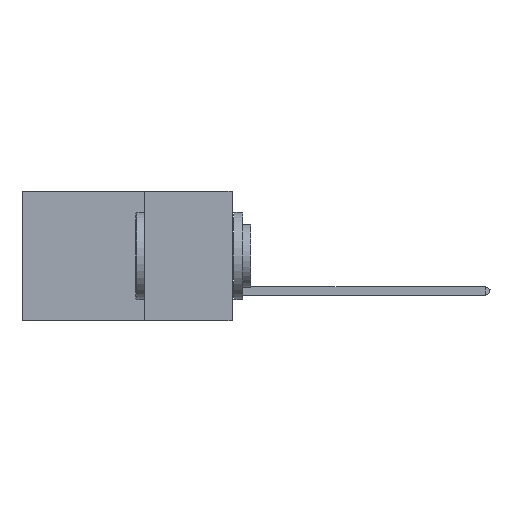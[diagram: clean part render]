
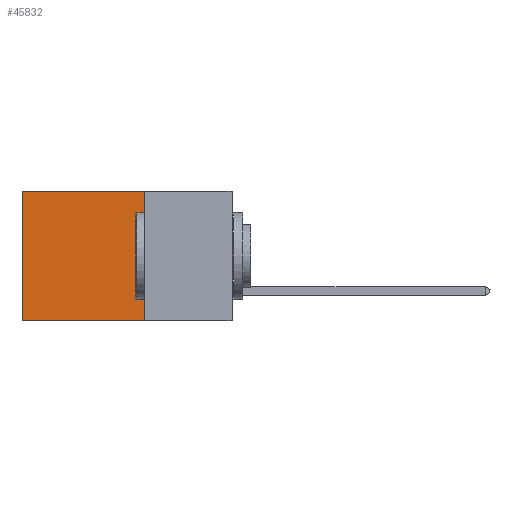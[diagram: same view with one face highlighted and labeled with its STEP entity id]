
A CAD part, left-side view. The second image highlights one B-rep face of the part: STEP entity #45832.
In plain terms, the highlighted planar face has unit normal (-1, 0, 0).
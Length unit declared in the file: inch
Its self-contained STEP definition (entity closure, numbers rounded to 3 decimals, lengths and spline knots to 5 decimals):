
#234 = CARTESIAN_POINT ( 'NONE',  ( 0.2875, 0.25, 0. ) ) ;
#2149 = VERTEX_POINT ( 'NONE', #234 ) ;
#5769 = CARTESIAN_POINT ( 'NONE',  ( 0.2875, 0.6, 0. ) ) ;
#8138 = DIRECTION ( 'NONE',  ( 0., 1., 0. ) ) ;
#8658 = CARTESIAN_POINT ( 'NONE',  ( 0.2875, 0.6, 0. ) ) ;
#10193 = AXIS2_PLACEMENT_3D ( 'NONE', #32284, #23520, #15083 ) ;
#12102 = LINE ( 'NONE', #32654, #38102 ) ;
#12991 = ORIENTED_EDGE ( 'NONE', *, *, #15877, .T. ) ;
#14752 = VERTEX_POINT ( 'NONE', #5769 ) ;
#14892 = FACE_OUTER_BOUND ( 'NONE', #45103, .T. ) ;
#15083 = DIRECTION ( 'NONE',  ( 0., 0., -1. ) ) ;
#15209 = ORIENTED_EDGE ( 'NONE', *, *, #23016, .F. ) ;
#15367 = PLANE ( 'NONE',  #10193 ) ;
#15877 = EDGE_CURVE ( 'NONE', #2149, #14752, #44703, .T. ) ;
#16905 = ORIENTED_EDGE ( 'NONE', *, *, #29910, .F. ) ;
#18603 = VERTEX_POINT ( 'NONE', #46213 ) ;
#18736 = LINE ( 'NONE', #22273, #45880 ) ;
#19141 = ORIENTED_EDGE ( 'NONE', *, *, #45888, .T. ) ;
#22273 = CARTESIAN_POINT ( 'NONE',  ( 0.2875, 0.25, 0. ) ) ;
#23016 = EDGE_CURVE ( 'NONE', #2149, #18603, #18736, .T. ) ;
#23046 = VERTEX_POINT ( 'NONE', #46521 ) ;
#23520 = DIRECTION ( 'NONE',  ( 1., 0., 0. ) ) ;
#29910 = EDGE_CURVE ( 'NONE', #18603, #23046, #12102, .T. ) ;
#32284 = CARTESIAN_POINT ( 'NONE',  ( 0.2875, 0.25, 0. ) ) ;
#32654 = CARTESIAN_POINT ( 'NONE',  ( 0.2875, 0.25, -0.37 ) ) ;
#34467 = VECTOR ( 'NONE', #8138, 39.37008 ) ;
#35729 = DIRECTION ( 'NONE',  ( 0., 0., -1. ) ) ;
#37494 = CARTESIAN_POINT ( 'NONE',  ( 0.2875, 0.25, 0. ) ) ;
#37831 = VECTOR ( 'NONE', #35729, 39.37008 ) ;
#38102 = VECTOR ( 'NONE', #47617, 39.37008 ) ;
#38137 = DIRECTION ( 'NONE',  ( 0., 0., -1. ) ) ;
#44378 = LINE ( 'NONE', #8658, #37831 ) ;
#44703 = LINE ( 'NONE', #37494, #34467 ) ;
#45103 = EDGE_LOOP ( 'NONE', ( #19141, #16905, #15209, #12991 ) ) ;
#45832 = ADVANCED_FACE ( 'NONE', ( #14892 ), #15367, .F. ) ;
#45880 = VECTOR ( 'NONE', #38137, 39.37008 ) ;
#45888 = EDGE_CURVE ( 'NONE', #14752, #23046, #44378, .T. ) ;
#46213 = CARTESIAN_POINT ( 'NONE',  ( 0.2875, 0.25, -0.37 ) ) ;
#46521 = CARTESIAN_POINT ( 'NONE',  ( 0.2875, 0.6, -0.37 ) ) ;
#47617 = DIRECTION ( 'NONE',  ( 0., 1., 0. ) ) ;
